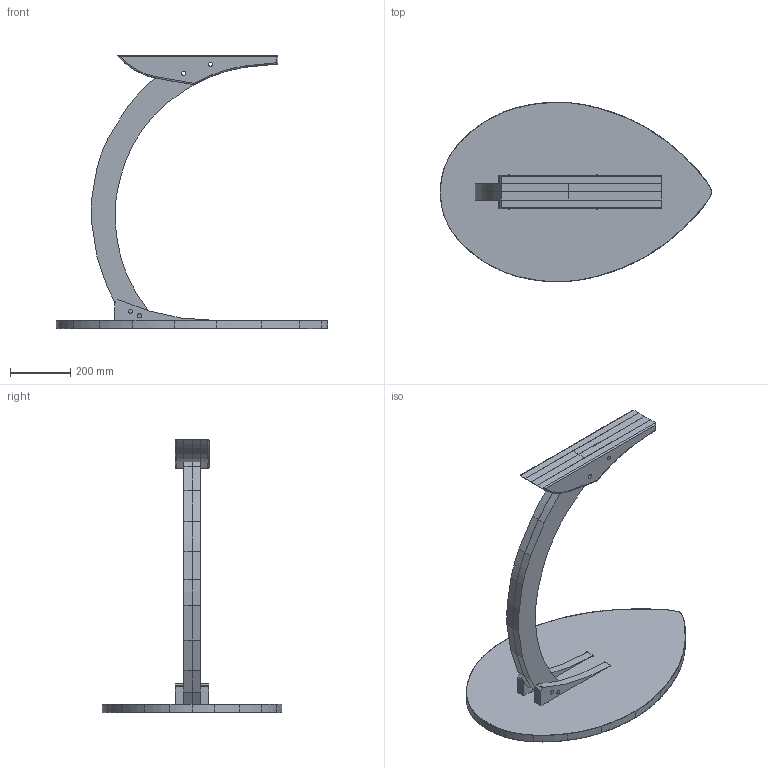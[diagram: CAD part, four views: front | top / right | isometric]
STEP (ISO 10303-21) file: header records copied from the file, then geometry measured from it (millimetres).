
FILE_DESCRIPTION(('FreeCAD Model'),'2;1');
FILE_NAME('Open CASCADE Shape Model','2025-04-30T19:26:36',('FreeCAD'),( 'FreeCAD'),'Open CASCADE STEP processor 7.6','FreeCAD','Unknown');
FILE_SCHEMA(('AUTOMOTIVE_DESIGN { 1 0 10303 214 1 1 1 1 }'));
Length unit declared in the file: millimetre
Products named in the file (1): Open CASCADE STEP translator 7.6 1
Bounding box: 903.67 x 598.07 x 909.53 mm (x, y, z)
Volume: 18974744.1 mm3; surface area: 1781640.6 mm2
Topology: 11 solids, 11 shells, 243 faces, 601 edges, 382 vertices
Faces by surface type: bspline 243
Entity records: 9992 total; most frequent: CARTESIAN_POINT 6407, ORIENTED_EDGE 1202, EDGE_CURVE 601, B_SPLINE_CURVE_WITH_KNOTS 437, VERTEX_POINT 382, FACE_BOUND 277, EDGE_LOOP 277, ADVANCED_FACE 243
